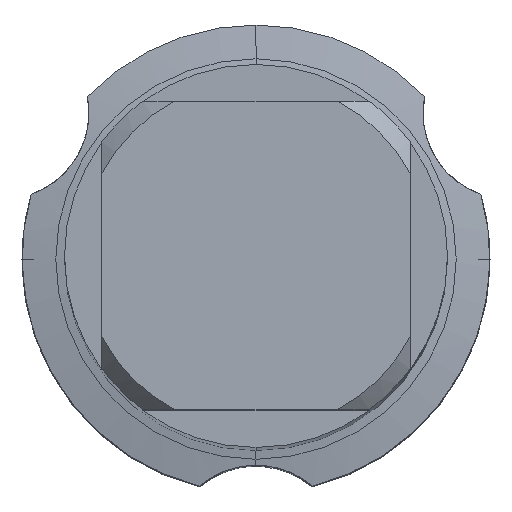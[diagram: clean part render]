
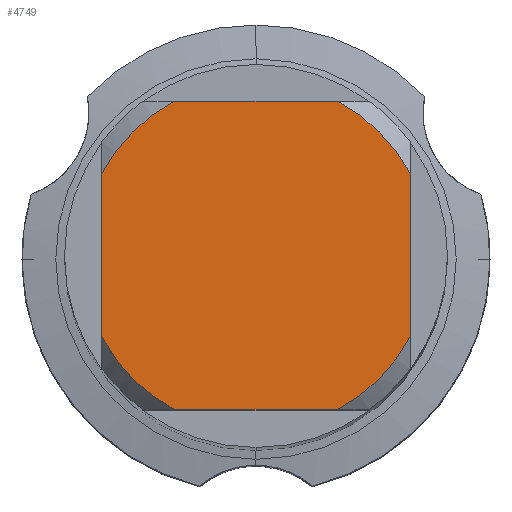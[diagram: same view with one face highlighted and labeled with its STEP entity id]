
A CAD part, top view. The second image highlights one B-rep face of the part: STEP entity #4749.
In plain terms, the highlighted planar face has unit normal (0, 0, 1).
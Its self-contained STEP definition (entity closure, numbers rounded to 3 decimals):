
#3063=EDGE_CURVE('',#7775,#8203,#9015,.T.);
#3651=VERTEX_POINT('',#9651);
#4039=EDGE_CURVE('',#6731,#8597,#10067,.T.);
#4749=ADVANCED_FACE('',(#10852),#10853,.T.);
#5651=VERTEX_POINT('',#11836);
#6163=VERTEX_POINT('',#12389);
#6195=EDGE_CURVE('',#7591,#8597,#12422,.T.);
#6589=EDGE_CURVE('',#3651,#6163,#12863,.T.);
#6615=EDGE_CURVE('',#7775,#6163,#12893,.T.);
#6731=VERTEX_POINT('',#13021);
#7533=EDGE_CURVE('',#3651,#5651,#13886,.T.);
#7591=VERTEX_POINT('',#13949);
#7749=EDGE_CURVE('',#6731,#8203,#14123,.T.);
#7775=VERTEX_POINT('',#14151);
#8197=EDGE_CURVE('',#7591,#5651,#14607,.T.);
#8203=VERTEX_POINT('',#14614);
#8597=VERTEX_POINT('',#15052);
#9015=CIRCLE('',#15570,8.2);
#9651=CARTESIAN_POINT('',(7.25,-3.831,0.0));
#10067=CIRCLE('',#17352,8.2);
#10852=FACE_OUTER_BOUND('',#18622,.T.);
#10853=PLANE('',#18623);
#11836=CARTESIAN_POINT('',(7.25,3.831,0.0));
#12389=CARTESIAN_POINT('',(3.831,-7.25,0.0));
#12422=LINE('',#21310,#21311);
#12863=CIRCLE('',#21996,8.2);
#12893=LINE('',#22032,#22033);
#13021=CARTESIAN_POINT('',(-7.25,3.831,0.0));
#13886=LINE('',#23772,#23773);
#13949=CARTESIAN_POINT('',(3.831,7.25,0.0));
#14123=LINE('',#24163,#24164);
#14151=CARTESIAN_POINT('',(-3.831,-7.25,0.0));
#14607=CIRCLE('',#24972,8.2);
#14614=CARTESIAN_POINT('',(-7.25,-3.831,0.0));
#15052=CARTESIAN_POINT('',(-3.831,7.25,0.0));
#15570=AXIS2_PLACEMENT_3D('',#26434,#26435,#26436);
#17352=AXIS2_PLACEMENT_3D('',#27676,#27677,#27678);
#18622=EDGE_LOOP('',(#28617,#28618,#28619,#28620,#28621,#28622,#28623,#28624));
#18623=AXIS2_PLACEMENT_3D('',#28625,#28626,#28627);
#21310=CARTESIAN_POINT('',(0.0,7.25,0.0));
#21311=VECTOR('',#30437,1.0);
#21996=AXIS2_PLACEMENT_3D('',#30970,#30971,#30972);
#22032=CARTESIAN_POINT('',(0.0,-7.25,0.0));
#22033=VECTOR('',#31019,1.0);
#23772=CARTESIAN_POINT('',(7.25,2.05,0.0));
#23773=VECTOR('',#31993,1.0);
#24163=CARTESIAN_POINT('',(-7.25,2.05,0.0));
#24164=VECTOR('',#32258,1.0);
#24972=AXIS2_PLACEMENT_3D('',#32945,#32946,#32947);
#26434=CARTESIAN_POINT('',(0.0,0.0,0.0));
#26435=DIRECTION('',(0.0,0.0,-1.0));
#26436=DIRECTION('',(0.0,1.0,0.0));
#27676=CARTESIAN_POINT('',(0.0,0.0,0.0));
#27677=DIRECTION('',(0.0,0.0,-1.0));
#27678=DIRECTION('',(0.0,1.0,0.0));
#28617=ORIENTED_EDGE('',*,*,#7749,.T.);
#28618=ORIENTED_EDGE('',*,*,#3063,.F.);
#28619=ORIENTED_EDGE('',*,*,#6615,.T.);
#28620=ORIENTED_EDGE('',*,*,#6589,.F.);
#28621=ORIENTED_EDGE('',*,*,#7533,.T.);
#28622=ORIENTED_EDGE('',*,*,#8197,.F.);
#28623=ORIENTED_EDGE('',*,*,#6195,.T.);
#28624=ORIENTED_EDGE('',*,*,#4039,.F.);
#28625=CARTESIAN_POINT('',(0.0,4.1,0.0));
#28626=DIRECTION('',(-0.0,0.0,1.0));
#28627=DIRECTION('',(0.0,-1.0,0.0));
#30437=DIRECTION('',(-1.0,0.0,0.0));
#30970=CARTESIAN_POINT('',(0.0,0.0,0.0));
#30971=DIRECTION('',(0.0,0.0,-1.0));
#30972=DIRECTION('',(0.0,1.0,0.0));
#31019=DIRECTION('',(1.0,0.0,0.0));
#31993=DIRECTION('',(-0.0,1.0,0.0));
#32258=DIRECTION('',(-0.0,-1.0,0.0));
#32945=CARTESIAN_POINT('',(0.0,0.0,0.0));
#32946=DIRECTION('',(0.0,0.0,-1.0));
#32947=DIRECTION('',(0.0,1.0,0.0));
